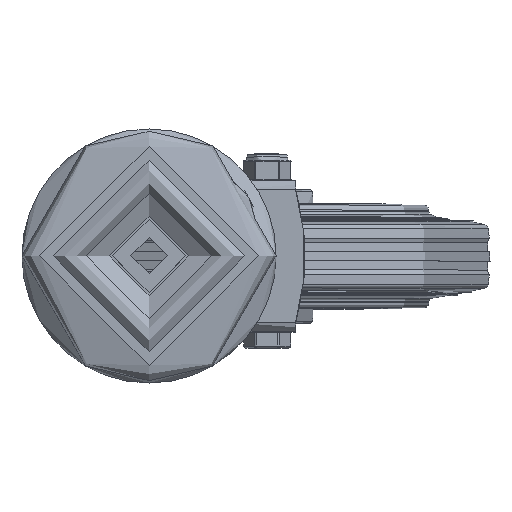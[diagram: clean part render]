
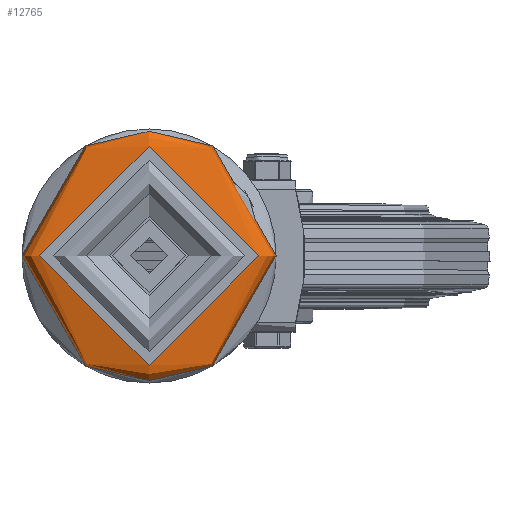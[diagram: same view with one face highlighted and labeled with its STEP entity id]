
A CAD part, top view. The second image highlights one B-rep face of the part: STEP entity #12765.
In plain terms, the highlighted toroidal (fillet/blend) face has major radius 49 mm and minor radius 8 mm.
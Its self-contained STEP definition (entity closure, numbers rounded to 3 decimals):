
#2912=FACE_OUTER_BOUND('',#3724,.T.);
#3724=EDGE_LOOP('',(#8661,#8662,#8663,#8664,#8665));
#4597=CIRCLE('',#13719,57.);
#4599=CIRCLE('',#13721,57.);
#4600=CIRCLE('',#13723,8.);
#4601=CIRCLE('',#13724,49.);
#5366=VERTEX_POINT('',#18605);
#5367=VERTEX_POINT('',#18606);
#5369=VERTEX_POINT('',#18613);
#6626=EDGE_CURVE('',#5366,#5367,#4597,.T.);
#6629=EDGE_CURVE('',#5367,#5366,#4599,.T.);
#6630=EDGE_CURVE('',#5367,#5369,#4600,.T.);
#6631=EDGE_CURVE('',#5369,#5369,#4601,.T.);
#8661=ORIENTED_EDGE('',*,*,#6626,.T.);
#8662=ORIENTED_EDGE('',*,*,#6630,.T.);
#8663=ORIENTED_EDGE('',*,*,#6631,.T.);
#8664=ORIENTED_EDGE('',*,*,#6630,.F.);
#8665=ORIENTED_EDGE('',*,*,#6629,.T.);
#12697=TOROIDAL_SURFACE('',#13722,49.,8.);
#12765=ADVANCED_FACE('',(#2912),#12697,.T.);
#13719=AXIS2_PLACEMENT_3D('',#18607,#15135,#15136);
#13721=AXIS2_PLACEMENT_3D('',#18611,#15140,#15141);
#13722=AXIS2_PLACEMENT_3D('',#18612,#15142,#15143);
#13723=AXIS2_PLACEMENT_3D('',#18614,#15144,#15145);
#13724=AXIS2_PLACEMENT_3D('',#18615,#15146,#15147);
#15135=DIRECTION('center_axis',(0.,0.,1.));
#15136=DIRECTION('ref_axis',(1.,0.,0.));
#15140=DIRECTION('center_axis',(0.,0.,1.));
#15141=DIRECTION('ref_axis',(1.,0.,0.));
#15142=DIRECTION('center_axis',(0.,0.,-1.));
#15143=DIRECTION('ref_axis',(-1.,0.,0.));
#15144=DIRECTION('center_axis',(0.,-1.,0.));
#15145=DIRECTION('ref_axis',(1.,0.,0.));
#15146=DIRECTION('center_axis',(0.,0.,-1.));
#15147=DIRECTION('ref_axis',(1.,0.,0.));
#18605=CARTESIAN_POINT('',(-57.,0.,5.5));
#18606=CARTESIAN_POINT('',(57.,0.,5.5));
#18607=CARTESIAN_POINT('Origin',(0.,0.,5.5));
#18611=CARTESIAN_POINT('Origin',(0.,0.,5.5));
#18612=CARTESIAN_POINT('Origin',(0.,0.,5.5));
#18613=CARTESIAN_POINT('',(49.,0.,13.5));
#18614=CARTESIAN_POINT('Origin',(49.,0.,5.5));
#18615=CARTESIAN_POINT('Origin',(0.,0.,13.5));
